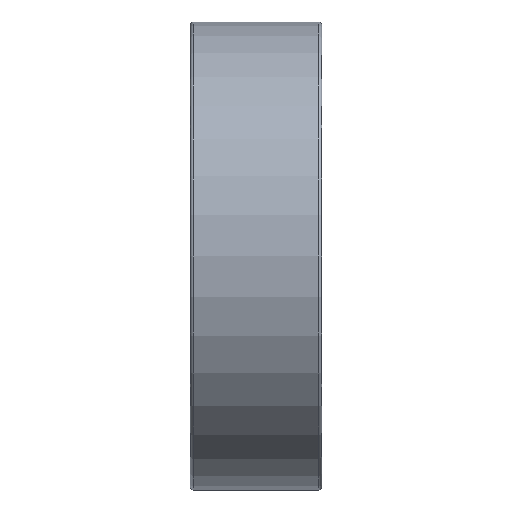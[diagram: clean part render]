
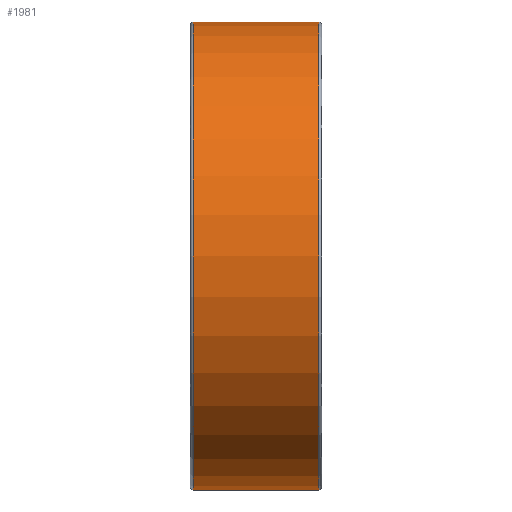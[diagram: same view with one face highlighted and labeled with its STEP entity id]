
A CAD part, front view. The second image highlights one B-rep face of the part: STEP entity #1981.
In plain terms, the highlighted cylindrical face has radius 16 mm (diameter 32 mm), a partial arc.
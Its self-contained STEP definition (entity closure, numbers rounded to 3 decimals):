
#62 = CIRCLE ( 'NONE', #3359, 16. ) ;
#159 = LINE ( 'NONE', #1723, #161 ) ;
#161 = VECTOR ( 'NONE', #1691, 1000. ) ;
#171 = LINE ( 'NONE', #1686, #172 ) ;
#172 = VECTOR ( 'NONE', #1687, 1000. ) ;
#176 = CIRCLE ( 'NONE', #3360, 16. ) ;
#265 = ORIENTED_EDGE ( 'NONE', *, *, #2335, .F. ) ;
#266 = ORIENTED_EDGE ( 'NONE', *, *, #2439, .T. ) ;
#334 = ORIENTED_EDGE ( 'NONE', *, *, #2440, .T. ) ;
#365 = ORIENTED_EDGE ( 'NONE', *, *, #2338, .T. ) ;
#683 = CYLINDRICAL_SURFACE ( 'NONE', #2568, 16. ) ;
#701 = FACE_OUTER_BOUND ( 'NONE', #2044, .T. ) ;
#1299 = DIRECTION ( 'NONE',  ( -1., 0., 0. ) ) ;
#1315 = CARTESIAN_POINT ( 'NONE',  ( 0., 0., 0. ) ) ;
#1319 = DIRECTION ( 'NONE',  ( 0., 0., 1. ) ) ;
#1445 = CARTESIAN_POINT ( 'NONE',  ( 4.3, 0., -16. ) ) ;
#1454 = CARTESIAN_POINT ( 'NONE',  ( -4.3, 0., 16. ) ) ;
#1483 = CARTESIAN_POINT ( 'NONE',  ( 4.3, 0., 16. ) ) ;
#1487 = CARTESIAN_POINT ( 'NONE',  ( -4.3, 0., -16. ) ) ;
#1686 = CARTESIAN_POINT ( 'NONE',  ( 0., 0., -16. ) ) ;
#1687 = DIRECTION ( 'NONE',  ( -1., 0., 0. ) ) ;
#1691 = DIRECTION ( 'NONE',  ( -1., 0., 0. ) ) ;
#1723 = CARTESIAN_POINT ( 'NONE',  ( 0., 0., 16. ) ) ;
#1981 = ADVANCED_FACE ( 'NONE', ( #701 ), #683, .T. ) ;
#2044 = EDGE_LOOP ( 'NONE', ( #265, #266, #365, #334 ) ) ;
#2129 = VERTEX_POINT ( 'NONE', #1445 ) ;
#2141 = VERTEX_POINT ( 'NONE', #1454 ) ;
#2168 = VERTEX_POINT ( 'NONE', #1483 ) ;
#2173 = VERTEX_POINT ( 'NONE', #1487 ) ;
#2335 = EDGE_CURVE ( 'NONE', #2129, #2173, #171, .T. ) ;
#2338 = EDGE_CURVE ( 'NONE', #2168, #2141, #159, .T. ) ;
#2439 = EDGE_CURVE ( 'NONE', #2129, #2168, #62, .T. ) ;
#2440 = EDGE_CURVE ( 'NONE', #2141, #2173, #176, .T. ) ;
#2568 = AXIS2_PLACEMENT_3D ( 'NONE', #1315, #1299, #1319 ) ;
#2946 = DIRECTION ( 'NONE',  ( 0., 0., -1. ) ) ;
#2963 = CARTESIAN_POINT ( 'NONE',  ( 4.3, 0., 0. ) ) ;
#2964 = DIRECTION ( 'NONE',  ( -1., 0., 0. ) ) ;
#2966 = CARTESIAN_POINT ( 'NONE',  ( -4.3, 0., 0. ) ) ;
#2967 = DIRECTION ( 'NONE',  ( 1., 0., 0. ) ) ;
#2969 = DIRECTION ( 'NONE',  ( 0., 0., -1. ) ) ;
#3359 = AXIS2_PLACEMENT_3D ( 'NONE', #2963, #2964, #2946 ) ;
#3360 = AXIS2_PLACEMENT_3D ( 'NONE', #2966, #2967, #2969 ) ;
